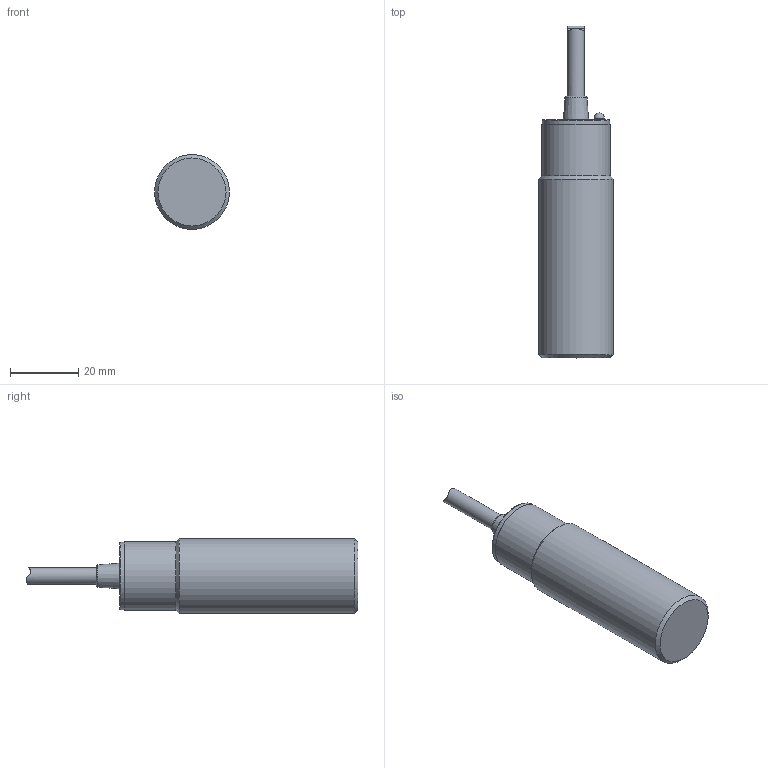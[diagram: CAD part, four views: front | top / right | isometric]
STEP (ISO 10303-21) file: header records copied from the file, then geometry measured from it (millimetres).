
FILE_DESCRIPTION(/* description */ (''),/* implementation_level */ '2;1');
FILE_NAME(/* name */ '116900_Shrinkwrap_1.stp',/* time_stamp */ '2022-03-18T10:22:45+01:00',/* author */ ('Krieger Anja'),/* organization */ (''),/* preprocessor_version */ 'ST-DEVELOPER v18.1',/* originating_system */ 'Autodesk Inventor 2021',/* authorisation */ '');
FILE_SCHEMA (('AUTOMOTIVE_DESIGN { 1 0 10303 214 3 1 1 }'));
Length unit declared in the file: millimetre
Products named in the file (1): 116900_Shrinkwrap_1
Bounding box: 22 x 97.57 x 22 mm (x, y, z)
Volume: 26112.2 mm3; surface area: 5871.2 mm2
Topology: 1 solids, 1 shells, 17 faces, 37 edges, 25 vertices
Faces by surface type: cylinder 7, plane 4, cone 3, torus 2, sphere 1
Full cylindrical faces by diameter (mm): 3 x1, 5 x1, 19.8 x1, 20 x1, 22 x1
Entity records: 614 total; most frequent: CARTESIAN_POINT 139, DIRECTION 91, ORIENTED_EDGE 72, AXIS2_PLACEMENT_3D 41, EDGE_CURVE 36, VERTEX_POINT 25, CIRCLE 23, EDGE_LOOP 21
